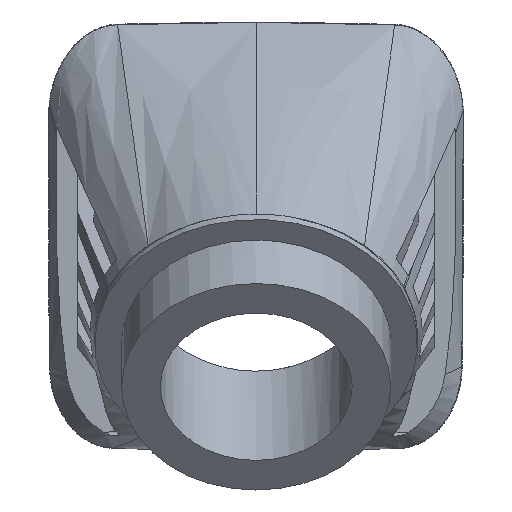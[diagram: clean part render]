
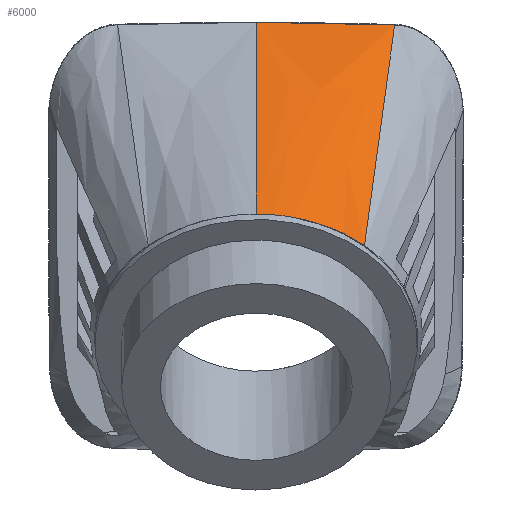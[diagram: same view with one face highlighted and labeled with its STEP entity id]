
A CAD part, top view. The second image highlights one B-rep face of the part: STEP entity #6000.
In plain terms, the highlighted free-form (B-spline) face has degree [4, 3] with [5, 4] control points.
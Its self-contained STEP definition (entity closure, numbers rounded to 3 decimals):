
#1860=CARTESIAN_POINT('',(55.616,9.157,
81.985));
#1870=VERTEX_POINT('',#1860);
#1900=CARTESIAN_POINT('',(55.608,9.165,
82.059));
#1910=CARTESIAN_POINT('',(56.954,7.949,
69.946));
#1920=CARTESIAN_POINT('',(58.301,6.733,
57.833));
#1930=CARTESIAN_POINT('',(59.647,5.516,
45.72));
#1940=(BOUNDED_CURVE() B_SPLINE_CURVE(3,(#1900,#1910,#1920,#1930),
.UNSPECIFIED.,.F.,.F.) B_SPLINE_CURVE_WITH_KNOTS((4,4),(1.,
25.301),.UNSPECIFIED.) CURVE() GEOMETRIC_REPRESENTATION_ITEM()
 RATIONAL_B_SPLINE_CURVE((1.,1.,1.,1.)) REPRESENTATION_ITEM(''));
#1950=CARTESIAN_POINT('',(59.592,5.566,
46.216));
#1960=VERTEX_POINT('',#1950);
#1970=EDGE_CURVE('',#1870,#1960,#1940,.T.);
#4990=CARTESIAN_POINT('',(60.508,21.889,
82.059));
#5000=CARTESIAN_POINT('',(60.506,18.48,
82.059));
#5010=CARTESIAN_POINT('',(59.686,14.9,
82.059));
#5020=CARTESIAN_POINT('',(57.892,11.694,
82.059));
#5030=CARTESIAN_POINT('',(55.608,9.165,
82.059));
#5040=CARTESIAN_POINT('',(60.272,21.889,
69.906));
#5050=CARTESIAN_POINT('',(60.258,18.252,
69.916));
#5060=CARTESIAN_POINT('',(59.698,14.501,
69.926));
#5070=CARTESIAN_POINT('',(58.49,10.999,
69.936));
#5080=CARTESIAN_POINT('',(56.954,7.949,
69.946));
#5090=CARTESIAN_POINT('',(60.036,21.889,
57.753));
#5100=CARTESIAN_POINT('',(60.01,18.024,
57.773));
#5110=CARTESIAN_POINT('',(59.711,14.102,
57.793));
#5120=CARTESIAN_POINT('',(59.088,10.304,
57.813));
#5130=CARTESIAN_POINT('',(58.301,6.733,
57.833));
#5140=CARTESIAN_POINT('',(59.8,21.889,
45.6));
#5150=CARTESIAN_POINT('',(59.762,17.796,
45.63));
#5160=CARTESIAN_POINT('',(59.724,13.703,
45.66));
#5170=CARTESIAN_POINT('',(59.685,9.609,
45.69));
#5180=CARTESIAN_POINT('',(59.647,5.516,
45.72));
#5190=(BOUNDED_SURFACE() B_SPLINE_SURFACE(4,3,((#4990,#5040,#5090,#5140)
,(#5000,#5050,#5100,#5150),(#5010,#5060,#5110,#5160),(#5020,#5070,#5120,
#5170),(#5030,#5080,#5130,#5180)),.UNSPECIFIED.,.F.,.F.,.F.) 
B_SPLINE_SURFACE_WITH_KNOTS((5,5),(4,4),(0.,13.635),(1.,
25.301),.UNSPECIFIED.) GEOMETRIC_REPRESENTATION_ITEM() 
RATIONAL_B_SPLINE_SURFACE(((1.,1.,1.,1.),(1.,1.,1.,1.),(
0.997,0.997,1.,1.),(1.,1.,1.,1.),(1.,1.,1.,1.)))
 REPRESENTATION_ITEM('') SURFACE());
#5200=CARTESIAN_POINT('',(60.508,21.889,
82.059));
#5210=CARTESIAN_POINT('',(60.506,18.48,
82.059));
#5220=CARTESIAN_POINT('',(59.686,14.9,
82.059));
#5230=CARTESIAN_POINT('',(57.892,11.694,
82.059));
#5240=CARTESIAN_POINT('',(55.608,9.165,
82.059));
#5250=(BOUNDED_CURVE() B_SPLINE_CURVE(4,(#5200,#5210,#5220,#5230,#5240),
.UNSPECIFIED.,.F.,.F.) B_SPLINE_CURVE_WITH_KNOTS((5,5),(0.,
13.635),.UNSPECIFIED.) CURVE() GEOMETRIC_REPRESENTATION_ITEM()
 RATIONAL_B_SPLINE_CURVE((1.,1.,0.997,1.,1.)) 
REPRESENTATION_ITEM(''));
#5260=CARTESIAN_POINT('',(60.508,21.889,
82.059));
#5270=VERTEX_POINT('',#5260);
#5280=CARTESIAN_POINT('',(59.961,17.376,
82.059));
#5290=VERTEX_POINT('',#5280);
#5300=EDGE_CURVE('',#5270,#5290,#5250,.T.);
#5310=ORIENTED_EDGE('',*,*,#5300,.T.);
#5320=CARTESIAN_POINT('',(60.508,21.889,
82.059));
#5330=CARTESIAN_POINT('',(60.272,21.889,
69.906));
#5340=CARTESIAN_POINT('',(60.036,21.889,
57.753));
#5350=CARTESIAN_POINT('',(59.8,21.889,
45.6));
#5360=(BOUNDED_CURVE() B_SPLINE_CURVE(3,(#5320,#5330,#5340,#5350),
.UNSPECIFIED.,.F.,.F.) B_SPLINE_CURVE_WITH_KNOTS((4,4),(1.,
25.301),.UNSPECIFIED.) CURVE() GEOMETRIC_REPRESENTATION_ITEM()
 RATIONAL_B_SPLINE_CURVE((1.,1.,1.,1.)) REPRESENTATION_ITEM(''));
#5370=CARTESIAN_POINT('',(59.808,21.889,
46.018));
#5380=VERTEX_POINT('',#5370);
#5390=EDGE_CURVE('',#5270,#5380,#5360,.T.);
#5400=ORIENTED_EDGE('',*,*,#5390,.F.);
#5410=CARTESIAN_POINT('',(59.808,21.889,
46.018));
#5420=CARTESIAN_POINT('',(59.808,21.877,
46.018));
#5430=CARTESIAN_POINT('',(59.808,21.865,
46.018));
#5440=CARTESIAN_POINT('',(59.805,21.526,
46.021));
#5450=CARTESIAN_POINT('',(59.802,21.2,
46.023));
#5460=CARTESIAN_POINT('',(59.795,20.532,
46.028));
#5470=CARTESIAN_POINT('',(59.792,20.19,
46.031));
#5480=CARTESIAN_POINT('',(59.782,19.166,
46.04));
#5490=CARTESIAN_POINT('',(59.774,18.484,
46.046));
#5500=CARTESIAN_POINT('',(59.759,17.118,
46.059));
#5510=CARTESIAN_POINT('',(59.751,16.436,
46.066));
#5520=CARTESIAN_POINT('',(59.735,15.07,
46.081));
#5530=CARTESIAN_POINT('',(59.727,14.388,
46.088));
#5540=CARTESIAN_POINT('',(59.7,12.344,
46.113));
#5550=CARTESIAN_POINT('',(59.681,10.983,
46.131));
#5560=CARTESIAN_POINT('',(59.649,8.942,
46.161));
#5570=CARTESIAN_POINT('',(59.638,8.262,
46.172));
#5580=CARTESIAN_POINT('',(59.621,7.241,
46.188));
#5590=CARTESIAN_POINT('',(59.616,6.901,
46.194));
#5600=CARTESIAN_POINT('',(59.607,6.391,
46.202));
#5610=CARTESIAN_POINT('',(59.604,6.221,
46.205));
#5620=CARTESIAN_POINT('',(59.599,5.966,
46.21));
#5630=CARTESIAN_POINT('',(59.598,5.881,
46.211));
#5640=CARTESIAN_POINT('',(59.595,5.753,
46.213));
#5650=CARTESIAN_POINT('',(59.595,5.711,
46.214));
#5660=CARTESIAN_POINT('',(59.593,5.647,
46.215));
#5670=CARTESIAN_POINT('',(59.593,5.626,
46.215));
#5680=CARTESIAN_POINT('',(59.592,5.592,
46.216));
#5690=CARTESIAN_POINT('',(59.592,5.579,
46.216));
#5700=CARTESIAN_POINT('',(59.592,5.566,
46.216));
#5710=B_SPLINE_CURVE_WITH_KNOTS('',3,(#5410,#5420,#5430,#5440,#5450,
#5460,#5470,#5480,#5490,#5500,#5510,#5520,#5530,#5540,#5550,#5560,#5570,
#5580,#5590,#5600,#5610,#5620,#5630,#5640,#5650,#5660,#5670,#5680,#5690,
#5700),.UNSPECIFIED.,.F.,.F.,(4,2,2,2,2,2,2,2,2,2,2,2,2,2,4),(0.,
0.035,1.015,2.039,4.087,
6.135,8.183,12.266,14.308,
15.329,15.839,16.094,16.222,
16.286,16.324),.UNSPECIFIED.);
#5720=EDGE_CURVE('',#5380,#1960,#5710,.T.);
#5730=ORIENTED_EDGE('',*,*,#5720,.F.);
#5740=ORIENTED_EDGE('',*,*,#1970,.T.);
#5750=CARTESIAN_POINT('',(59.961,17.376,
82.059));
#5760=CARTESIAN_POINT('',(59.867,16.993,
82.057));
#5770=CARTESIAN_POINT('',(59.762,16.614,
82.055));
#5780=CARTESIAN_POINT('',(59.527,15.861,
82.051));
#5790=CARTESIAN_POINT('',(59.398,15.488,
82.048));
#5800=CARTESIAN_POINT('',(58.976,14.383,
82.041));
#5810=CARTESIAN_POINT('',(58.649,13.664,
82.035));
#5820=CARTESIAN_POINT('',(57.93,12.311,
82.023));
#5830=CARTESIAN_POINT('',(57.543,11.674,
82.016));
#5840=CARTESIAN_POINT('',(56.696,10.45,
82.002));
#5850=CARTESIAN_POINT('',(56.237,9.863,
81.995));
#5860=CARTESIAN_POINT('',(55.715,9.268,
81.986));
#5870=CARTESIAN_POINT('',(55.683,9.233,
81.986));
#5880=CARTESIAN_POINT('',(55.644,9.189,
81.985));
#5890=CARTESIAN_POINT('',(55.636,9.18,
81.985));
#5900=CARTESIAN_POINT('',(55.628,9.17,
81.985));
#5910=CARTESIAN_POINT('',(55.627,9.17,
81.985));
#5920=CARTESIAN_POINT('',(55.623,9.165,
81.985));
#5930=CARTESIAN_POINT('',(55.619,9.161,
81.985));
#5940=CARTESIAN_POINT('',(55.616,9.157,
81.985));
#5950=B_SPLINE_CURVE_WITH_KNOTS('',3,(#5750,#5760,#5770,#5780,#5790,
#5800,#5810,#5820,#5830,#5840,#5850,#5860,#5870,#5880,#5890,#5900,#5910,
#5920,#5930,#5940),.UNSPECIFIED.,.F.,.F.,(4,2,2,2,2,2,2,2,2,4),(0.,
1.183,2.365,4.731,6.963,
9.196,9.337,9.372,9.376,
9.391),.UNSPECIFIED.);
#5960=EDGE_CURVE('',#5290,#1870,#5950,.T.);
#5970=ORIENTED_EDGE('',*,*,#5960,.T.);
#5980=EDGE_LOOP('',(#5970,#5740,#5730,#5400,#5310));
#5990=FACE_OUTER_BOUND('',#5980,.T.);
#6000=ADVANCED_FACE('',(#5990),#5190,.T.);
